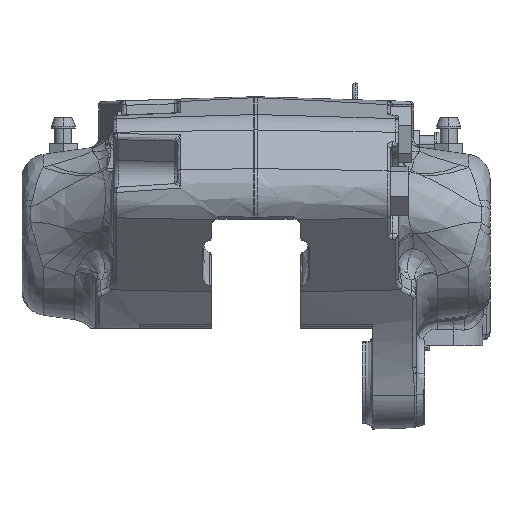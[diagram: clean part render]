
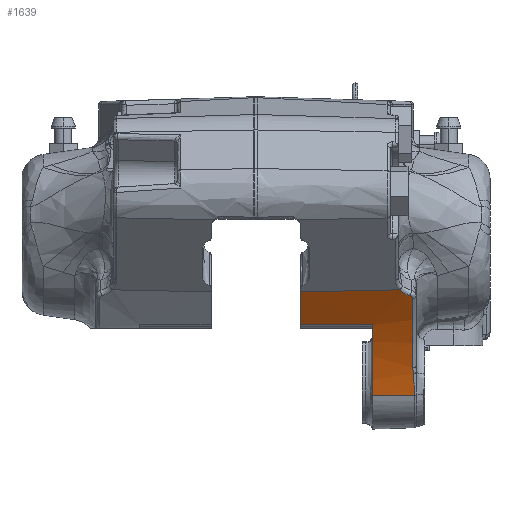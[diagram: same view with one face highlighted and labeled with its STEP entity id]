
A CAD part, left-side view. The second image highlights one B-rep face of the part: STEP entity #1639.
In plain terms, the highlighted free-form (B-spline) face has degree [2, 1] with [3, 2] control points.
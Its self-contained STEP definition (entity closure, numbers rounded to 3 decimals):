
#890 = VERTEX_POINT('',#891);
#891 = CARTESIAN_POINT('',(-74.941,-5.998,
    -110.47));
#899 = EDGE_CURVE('',#890,#900,#902,.T.);
#900 = VERTEX_POINT('',#901);
#901 = CARTESIAN_POINT('',(-75.967,-5.748,
    -107.958));
#902 = B_SPLINE_CURVE_WITH_KNOTS('',5,(#903,#904,#905,#906,#907,#908,
    #909,#910,#911),.UNSPECIFIED.,.F.,.F.,(6,3,6),(21.109,
    21.182,23.754),.UNSPECIFIED.);
#903 = CARTESIAN_POINT('',(-74.941,-5.998,
    -110.47));
#904 = CARTESIAN_POINT('',(-74.946,-5.995,
    -110.457));
#905 = CARTESIAN_POINT('',(-74.952,-5.993,
    -110.443));
#906 = CARTESIAN_POINT('',(-74.957,-5.99,
    -110.43));
#907 = CARTESIAN_POINT('',(-75.152,-5.901,
    -109.94));
#908 = CARTESIAN_POINT('',(-75.352,-5.828,
    -109.444));
#909 = CARTESIAN_POINT('',(-75.552,-5.776,
    -108.954));
#910 = CARTESIAN_POINT('',(-75.757,-5.748,
    -108.458));
#911 = CARTESIAN_POINT('',(-75.967,-5.748,
    -107.958));
#1067 = VERTEX_POINT('',#1068);
#1068 = CARTESIAN_POINT('',(-71.924,-6.622,
    -119.248));
#1075 = EDGE_CURVE('',#1067,#890,#1076,.T.);
#1076 = B_SPLINE_CURVE_WITH_KNOTS('',5,(#1077,#1078,#1079,#1080,#1081,
    #1082,#1083,#1084,#1085,#1086,#1087,#1088,#1089,#1090,#1091,#1092,
    #1093,#1094),.UNSPECIFIED.,.F.,.F.,(6,3,3,3,3,6),(6.039,
    6.292,10.778,15.215,17.394,
    19.517),.UNSPECIFIED.);
#1077 = CARTESIAN_POINT('',(-71.924,-6.622,
    -119.248));
#1078 = CARTESIAN_POINT('',(-71.935,-6.622,
    -119.213));
#1079 = CARTESIAN_POINT('',(-71.945,-6.622,
    -119.178));
#1080 = CARTESIAN_POINT('',(-71.956,-6.622,
    -119.142));
#1081 = CARTESIAN_POINT('',(-72.15,-6.621,
    -118.482));
#1082 = CARTESIAN_POINT('',(-72.351,-6.611,
    -117.823));
#1083 = CARTESIAN_POINT('',(-72.545,-6.595,
    -117.203));
#1084 = CARTESIAN_POINT('',(-72.939,-6.549,
    -115.98));
#1085 = CARTESIAN_POINT('',(-73.345,-6.479,
    -114.78));
#1086 = CARTESIAN_POINT('',(-73.549,-6.437,
    -114.193));
#1087 = CARTESIAN_POINT('',(-73.857,-6.367,
    -113.327));
#1088 = CARTESIAN_POINT('',(-74.166,-6.281,
    -112.489));
#1089 = CARTESIAN_POINT('',(-74.268,-6.251,
    -112.216));
#1090 = CARTESIAN_POINT('',(-74.468,-6.188,
    -111.686));
#1091 = CARTESIAN_POINT('',(-74.663,-6.117,
    -111.178));
#1092 = CARTESIAN_POINT('',(-74.759,-6.079,
    -110.933));
#1093 = CARTESIAN_POINT('',(-74.852,-6.04,
    -110.696));
#1094 = CARTESIAN_POINT('',(-74.941,-5.998,
    -110.47));
#1181 = VERTEX_POINT('',#1182);
#1182 = CARTESIAN_POINT('',(-74.531,10.41,
    -112.978));
#1188 = EDGE_CURVE('',#1189,#1181,#1191,.T.);
#1189 = VERTEX_POINT('',#1190);
#1190 = CARTESIAN_POINT('',(-72.427,10.539,
    -119.396));
#1191 = B_SPLINE_CURVE_WITH_KNOTS('',4,(#1192,#1193,#1194,#1195,#1196),
  .UNSPECIFIED.,.F.,.F.,(5,5),(0.,6.816),
  .PIECEWISE_BEZIER_KNOTS.);
#1192 = CARTESIAN_POINT('',(-72.427,10.539,
    -119.396));
#1193 = CARTESIAN_POINT('',(-72.902,10.574,
    -117.784));
#1194 = CARTESIAN_POINT('',(-73.406,10.546,
    -116.19));
#1195 = CARTESIAN_POINT('',(-73.944,10.41,
    -114.591));
#1196 = CARTESIAN_POINT('',(-74.531,10.41,
    -112.978));
#1615 = VERTEX_POINT('',#1616);
#1616 = CARTESIAN_POINT('',(-93.187,-5.748,
    -79.973));
#1622 = EDGE_CURVE('',#900,#1615,#1623,.T.);
#1623 = ( BOUNDED_CURVE() B_SPLINE_CURVE(2,(#1624,#1625,#1626),
.UNSPECIFIED.,.F.,.F.) B_SPLINE_CURVE_WITH_KNOTS((3,3),(3.539,
3.847),.PIECEWISE_BEZIER_KNOTS.) CURVE() 
GEOMETRIC_REPRESENTATION_ITEM() RATIONAL_B_SPLINE_CURVE((1.,
0.988,1.)) REPRESENTATION_ITEM('') );
#1624 = CARTESIAN_POINT('',(-75.967,-5.748,
    -107.958));
#1625 = CARTESIAN_POINT('',(-82.405,-5.748,
    -92.629));
#1626 = CARTESIAN_POINT('',(-93.187,-5.748,
    -79.973));
#1639 = ADVANCED_FACE('',(#1640),#1710,.F.);
#1640 = FACE_BOUND('',#1641,.F.);
#1641 = EDGE_LOOP('',(#1642,#1651,#1661,#1669,#1670,#1671,#1672,#1677,
    #1678,#1686,#1695,#1704));
#1642 = ORIENTED_EDGE('',*,*,#1643,.T.);
#1643 = EDGE_CURVE('',#1644,#1646,#1648,.T.);
#1644 = VERTEX_POINT('',#1645);
#1645 = CARTESIAN_POINT('',(-97.406,39.572,
    -77.32));
#1646 = VERTEX_POINT('',#1647);
#1647 = CARTESIAN_POINT('',(-96.514,-0.331,
    -76.489));
#1648 = B_SPLINE_CURVE_WITH_KNOTS('',1,(#1649,#1650),.UNSPECIFIED.,.F.,
  .F.,(2,2),(-7.754,20.242),.PIECEWISE_BEZIER_KNOTS.);
#1649 = CARTESIAN_POINT('',(-97.406,39.572,
    -77.32));
#1650 = CARTESIAN_POINT('',(-96.514,-0.331,
    -76.489));
#1651 = ORIENTED_EDGE('',*,*,#1652,.F.);
#1652 = EDGE_CURVE('',#1653,#1646,#1655,.T.);
#1653 = VERTEX_POINT('',#1654);
#1654 = CARTESIAN_POINT('',(-94.169,-4.729,
    -78.883));
#1655 = B_SPLINE_CURVE_WITH_KNOTS('',4,(#1656,#1657,#1658,#1659,#1660),
  .UNSPECIFIED.,.F.,.F.,(5,5),(19.58,24.761),
  .PIECEWISE_BEZIER_KNOTS.);
#1656 = CARTESIAN_POINT('',(-94.169,-4.729,
    -78.883));
#1657 = CARTESIAN_POINT('',(-94.493,-3.386,
    -78.576));
#1658 = CARTESIAN_POINT('',(-95.019,-2.149,
    -78.035));
#1659 = CARTESIAN_POINT('',(-95.711,-1.122,
    -77.314));
#1660 = CARTESIAN_POINT('',(-96.514,-0.331,
    -76.489));
#1661 = ORIENTED_EDGE('',*,*,#1662,.T.);
#1662 = EDGE_CURVE('',#1653,#1615,#1663,.T.);
#1663 = B_SPLINE_CURVE_WITH_KNOTS('',4,(#1664,#1665,#1666,#1667,#1668),
  .UNSPECIFIED.,.F.,.F.,(5,5),(5.676,8.596),
  .PIECEWISE_BEZIER_KNOTS.);
#1664 = CARTESIAN_POINT('',(-94.169,-4.729,
    -78.883));
#1665 = CARTESIAN_POINT('',(-94.062,-5.173,
    -78.984));
#1666 = CARTESIAN_POINT('',(-93.82,-5.556,
    -79.243));
#1667 = CARTESIAN_POINT('',(-93.498,-5.748,
    -79.607));
#1668 = CARTESIAN_POINT('',(-93.187,-5.748,
    -79.973));
#1669 = ORIENTED_EDGE('',*,*,#1622,.F.);
#1670 = ORIENTED_EDGE('',*,*,#899,.F.);
#1671 = ORIENTED_EDGE('',*,*,#1075,.F.);
#1672 = ORIENTED_EDGE('',*,*,#1673,.F.);
#1673 = EDGE_CURVE('',#1189,#1067,#1674,.T.);
#1674 = B_SPLINE_CURVE_WITH_KNOTS('',1,(#1675,#1676),.UNSPECIFIED.,.F.,
  .F.,(2,2),(12.616,24.655),.PIECEWISE_BEZIER_KNOTS.);
#1675 = CARTESIAN_POINT('',(-72.427,10.539,
    -119.396));
#1676 = CARTESIAN_POINT('',(-71.924,-6.622,
    -119.248));
#1677 = ORIENTED_EDGE('',*,*,#1188,.T.);
#1678 = ORIENTED_EDGE('',*,*,#1679,.T.);
#1679 = EDGE_CURVE('',#1181,#1680,#1682,.T.);
#1680 = VERTEX_POINT('',#1681);
#1681 = CARTESIAN_POINT('',(-84.91,10.41,
    -91.978));
#1682 = ( BOUNDED_CURVE() B_SPLINE_CURVE(2,(#1683,#1684,#1685),
.UNSPECIFIED.,.F.,.F.) B_SPLINE_CURVE_WITH_KNOTS((3,3),(1.92,
2.14),.PIECEWISE_BEZIER_KNOTS.) CURVE() 
GEOMETRIC_REPRESENTATION_ITEM() RATIONAL_B_SPLINE_CURVE((1.,
0.994,1.)) REPRESENTATION_ITEM('') );
#1683 = CARTESIAN_POINT('',(-74.531,10.41,
    -112.978));
#1684 = CARTESIAN_POINT('',(-78.56,10.41,
    -101.905));
#1685 = CARTESIAN_POINT('',(-84.91,10.41,
    -91.978));
#1686 = ORIENTED_EDGE('',*,*,#1687,.T.);
#1687 = EDGE_CURVE('',#1680,#1688,#1690,.T.);
#1688 = VERTEX_POINT('',#1689);
#1689 = CARTESIAN_POINT('',(-85.743,10.41,
    -90.697));
#1690 = B_SPLINE_CURVE_WITH_KNOTS('',3,(#1691,#1692,#1693,#1694),
  .UNSPECIFIED.,.F.,.F.,(4,4),(0.,1.518),
  .PIECEWISE_BEZIER_KNOTS.);
#1691 = CARTESIAN_POINT('',(-84.91,10.41,
    -91.978));
#1692 = CARTESIAN_POINT('',(-85.185,10.41,
    -91.549));
#1693 = CARTESIAN_POINT('',(-85.463,10.41,
    -91.122));
#1694 = CARTESIAN_POINT('',(-85.743,10.41,
    -90.697));
#1695 = ORIENTED_EDGE('',*,*,#1696,.F.);
#1696 = EDGE_CURVE('',#1697,#1688,#1699,.T.);
#1697 = VERTEX_POINT('',#1698);
#1698 = CARTESIAN_POINT('',(-86.804,39.572,
    -90.71));
#1699 = B_SPLINE_CURVE_WITH_KNOTS('',3,(#1700,#1701,#1702,#1703),
  .UNSPECIFIED.,.F.,.F.,(4,4),(29.972,58.912),
  .PIECEWISE_BEZIER_KNOTS.);
#1700 = CARTESIAN_POINT('',(-86.804,39.572,
    -90.71));
#1701 = CARTESIAN_POINT('',(-86.45,29.851,
    -90.705));
#1702 = CARTESIAN_POINT('',(-86.096,20.131,
    -90.701));
#1703 = CARTESIAN_POINT('',(-85.743,10.41,
    -90.697));
#1704 = ORIENTED_EDGE('',*,*,#1705,.T.);
#1705 = EDGE_CURVE('',#1697,#1644,#1706,.T.);
#1706 = ( BOUNDED_CURVE() B_SPLINE_CURVE(2,(#1707,#1708,#1709),
.UNSPECIFIED.,.F.,.F.) B_SPLINE_CURVE_WITH_KNOTS((3,3),(2.16,
2.321),.PIECEWISE_BEZIER_KNOTS.) CURVE() 
GEOMETRIC_REPRESENTATION_ITEM() RATIONAL_B_SPLINE_CURVE((1.,
0.997,1.)) REPRESENTATION_ITEM('') );
#1707 = CARTESIAN_POINT('',(-86.804,39.572,
    -90.71));
#1708 = CARTESIAN_POINT('',(-91.563,39.572,
    -83.585));
#1709 = CARTESIAN_POINT('',(-97.406,39.572,
    -77.32));
#1710 = ( BOUNDED_SURFACE() B_SPLINE_SURFACE(2,1,(
    (#1711,#1712)
    ,(#1713,#1714)
    ,(#1715,#1716
)),.UNSPECIFIED.,.F.,.F.,.F.) B_SPLINE_SURFACE_WITH_KNOTS((3,3),(2,2),(
    0.,0.465),(-27.763,4.646),
.PIECEWISE_BEZIER_KNOTS.) GEOMETRIC_REPRESENTATION_ITEM() 
RATIONAL_B_SPLINE_SURFACE((
    (1.,1.)
    ,(0.973,0.973)
,(1.,1.))) REPRESENTATION_ITEM('') SURFACE() );
#1711 = CARTESIAN_POINT('',(-73.279,39.572,
    -119.646));
#1712 = CARTESIAN_POINT('',(-71.924,-6.622,
    -119.248));
#1713 = CARTESIAN_POINT('',(-80.332,39.572,
    -95.627));
#1714 = CARTESIAN_POINT('',(-79.072,-6.622,
    -94.909));
#1715 = CARTESIAN_POINT('',(-97.406,39.572,
    -77.32));
#1716 = CARTESIAN_POINT('',(-96.374,-6.622,
    -76.357));
